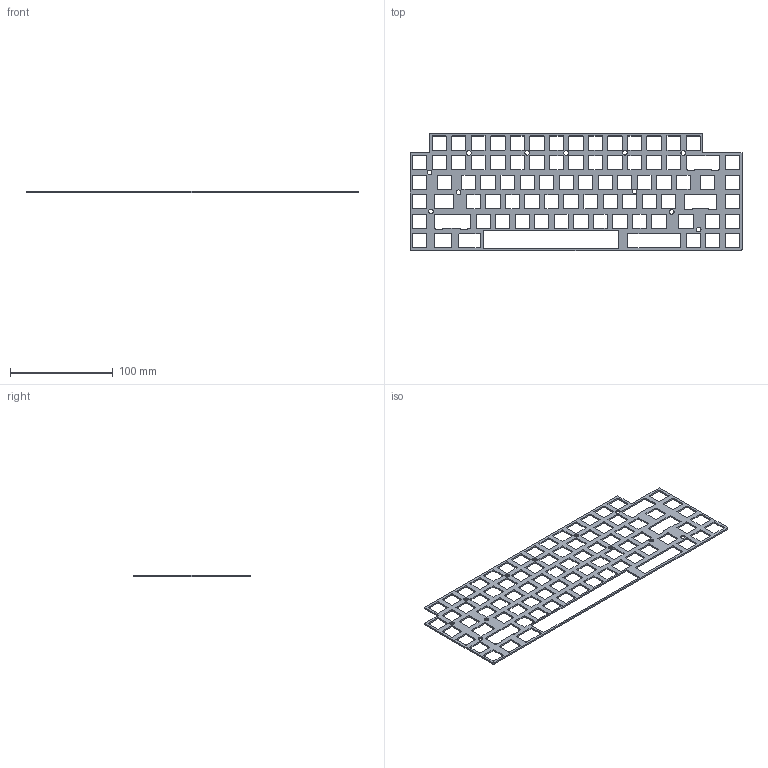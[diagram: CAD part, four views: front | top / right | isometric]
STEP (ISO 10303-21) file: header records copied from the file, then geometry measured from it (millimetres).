
FILE_DESCRIPTION(/* description */ (''),/* implementation_level */ '2;1');
FILE_NAME(/* name */ 'kbplate_with_holes v11.step',/* time_stamp */ '2021-05-17T21:46:42-04:00',/* author */ (''),/* organization */ (''),/* preprocessor_version */ 'ST-DEVELOPER v18.1',/* originating_system */ 'Autodesk Translation Framework v10.6.0.1341',/* authorisation */ '');
FILE_SCHEMA (('AUTOMOTIVE_DESIGN { 1 0 10303 214 3 1 1 }'));
Length unit declared in the file: millimetre
Products named in the file (1): kbplate_with_holes
Bounding box: 323.85 x 114.3 x 1.5 mm (x, y, z)
Volume: 23289.6 mm3; surface area: 40260.8 mm2
Topology: 1 solids, 1 shells, 721 faces, 2157 edges, 1438 vertices
Faces by surface type: plane 364, cylinder 357
Full cylindrical faces by diameter (mm): 4.502 x1, 4.507 x1, 4.55 x1, 4.552 x1, 4.553 x1, 4.554 x1, 4.59 x1, 4.6 x2, 4.604 x1, 4.608 x1
Entity records: 24886 total; most frequent: CARTESIAN_POINT 4317, DIRECTION 4315, ORIENTED_EDGE 4314, EDGE_CURVE 2157, LINE 1443, VECTOR 1443, VERTEX_POINT 1438, AXIS2_PLACEMENT_3D 1436
